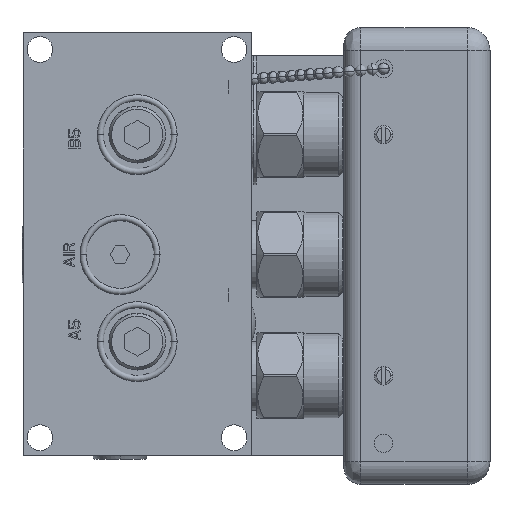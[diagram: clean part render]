
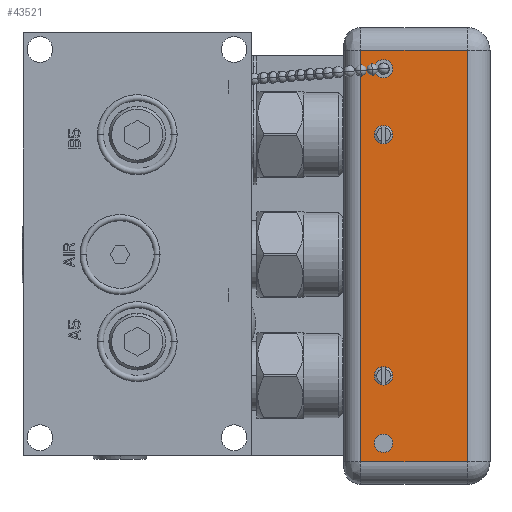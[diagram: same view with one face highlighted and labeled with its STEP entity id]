
A CAD part, front view. The second image highlights one B-rep face of the part: STEP entity #43521.
In plain terms, the highlighted face is planar.
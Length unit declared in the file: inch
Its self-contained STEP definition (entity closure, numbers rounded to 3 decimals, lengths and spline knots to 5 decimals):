
#42723=DIRECTION('',(0.,0.,-1.));
#42724=VECTOR('',#42723,4.5);
#42725=CARTESIAN_POINT('',(0.775,1.413,2.25));
#42726=LINE('',#42725,#42724);
#42727=DIRECTION('',(0.,0.,1.));
#42728=VECTOR('',#42727,4.5);
#42729=CARTESIAN_POINT('',(0.775,0.25,-2.25));
#42730=LINE('',#42729,#42728);
#42731=DIRECTION('',(0.,1.,0.));
#42732=VECTOR('',#42731,1.163);
#42733=CARTESIAN_POINT('',(0.775,0.25,2.25));
#42734=LINE('',#42733,#42732);
#42735=CARTESIAN_POINT('',(0.775,1.165,-1.328));
#42736=DIRECTION('',(1.,0.,0.));
#42737=DIRECTION('',(0.,-1.,0.));
#42738=AXIS2_PLACEMENT_3D('',#42735,#42736,#42737);
#42740=CARTESIAN_POINT('',(0.775,1.165,-1.328));
#42741=DIRECTION('',(1.,0.,0.));
#42742=DIRECTION('',(0.,1.,0.));
#42743=AXIS2_PLACEMENT_3D('',#42740,#42741,#42742);
#42745=CARTESIAN_POINT('',(0.775,1.165,1.312));
#42746=DIRECTION('',(1.,0.,0.));
#42747=DIRECTION('',(0.,-1.,0.));
#42748=AXIS2_PLACEMENT_3D('',#42745,#42746,#42747);
#42750=CARTESIAN_POINT('',(0.775,1.165,1.312));
#42751=DIRECTION('',(1.,0.,0.));
#42752=DIRECTION('',(0.,1.,0.));
#42753=AXIS2_PLACEMENT_3D('',#42750,#42751,#42752);
#42755=CARTESIAN_POINT('',(0.775,1.165,-2.05));
#42756=DIRECTION('',(-1.,0.,0.));
#42757=DIRECTION('',(0.,-1.,0.));
#42758=AXIS2_PLACEMENT_3D('',#42755,#42756,#42757);
#42760=CARTESIAN_POINT('',(0.775,1.165,-2.05));
#42761=DIRECTION('',(-1.,0.,0.));
#42762=DIRECTION('',(0.,1.,0.));
#42763=AXIS2_PLACEMENT_3D('',#42760,#42761,#42762);
#42765=CARTESIAN_POINT('',(0.775,1.165,2.05));
#42766=DIRECTION('',(-1.,0.,0.));
#42767=DIRECTION('',(0.,-1.,0.));
#42768=AXIS2_PLACEMENT_3D('',#42765,#42766,#42767);
#42770=CARTESIAN_POINT('',(0.775,1.165,2.05));
#42771=DIRECTION('',(-1.,0.,0.));
#42772=DIRECTION('',(0.,1.,0.));
#42773=AXIS2_PLACEMENT_3D('',#42770,#42771,#42772);
#42934=DIRECTION('',(0.,1.,0.));
#42935=VECTOR('',#42934,1.163);
#42936=CARTESIAN_POINT('',(0.775,0.25,-2.25));
#42937=LINE('',#42936,#42935);
#43189=CARTESIAN_POINT('',(0.775,0.25,-2.25));
#43191=VERTEX_POINT('',#43189);
#43196=CARTESIAN_POINT('',(0.775,0.25,2.25));
#43197=VERTEX_POINT('',#43196);
#43216=CARTESIAN_POINT('',(0.775,1.413,-2.25));
#43218=VERTEX_POINT('',#43216);
#43242=CARTESIAN_POINT('',(0.775,1.413,2.25));
#43243=VERTEX_POINT('',#43242);
#43244=CARTESIAN_POINT('',(0.775,1.0645,-1.328));
#43245=CARTESIAN_POINT('',(0.775,1.2655,-1.328));
#43246=VERTEX_POINT('',#43244);
#43247=VERTEX_POINT('',#43245);
#43252=CARTESIAN_POINT('',(0.775,1.065,-2.05));
#43253=CARTESIAN_POINT('',(0.775,1.265,-2.05));
#43254=VERTEX_POINT('',#43252);
#43255=VERTEX_POINT('',#43253);
#43260=CARTESIAN_POINT('',(0.775,1.0645,1.312));
#43261=CARTESIAN_POINT('',(0.775,1.2655,1.312));
#43262=VERTEX_POINT('',#43260);
#43263=VERTEX_POINT('',#43261);
#43316=CARTESIAN_POINT('',(0.775,1.065,2.05));
#43317=CARTESIAN_POINT('',(0.775,1.265,2.05));
#43318=VERTEX_POINT('',#43316);
#43319=VERTEX_POINT('',#43317);
#43485=CARTESIAN_POINT('',(0.775,0.,2.25));
#43486=DIRECTION('',(1.,0.,0.));
#43487=DIRECTION('',(0.,0.,-1.));
#43488=AXIS2_PLACEMENT_3D('',#43485,#43486,#43487);
#43489=PLANE('',#43488);
#43491=ORIENTED_EDGE('',*,*,#43490,.T.);
#43493=ORIENTED_EDGE('',*,*,#43492,.F.);
#43494=ORIENTED_EDGE('',*,*,#43348,.T.);
#43495=ORIENTED_EDGE('',*,*,#43375,.T.);
#43496=EDGE_LOOP('',(#43491,#43493,#43494,#43495));
#43497=FACE_OUTER_BOUND('',#43496,.F.);
#43499=ORIENTED_EDGE('',*,*,#43498,.T.);
#43501=ORIENTED_EDGE('',*,*,#43500,.T.);
#43502=EDGE_LOOP('',(#43499,#43501));
#43503=FACE_BOUND('',#43502,.F.);
#43504=ORIENTED_EDGE('',*,*,#43475,.T.);
#43506=ORIENTED_EDGE('',*,*,#43505,.T.);
#43507=EDGE_LOOP('',(#43504,#43506));
#43508=FACE_BOUND('',#43507,.F.);
#43510=ORIENTED_EDGE('',*,*,#43509,.F.);
#43512=ORIENTED_EDGE('',*,*,#43511,.F.);
#43513=EDGE_LOOP('',(#43510,#43512));
#43514=FACE_BOUND('',#43513,.F.);
#43516=ORIENTED_EDGE('',*,*,#43515,.F.);
#43518=ORIENTED_EDGE('',*,*,#43517,.F.);
#43519=EDGE_LOOP('',(#43516,#43518));
#43520=FACE_BOUND('',#43519,.F.);
#42739=CIRCLE('',#42738,0.1005);
#42744=CIRCLE('',#42743,0.1005);
#42749=CIRCLE('',#42748,0.1005);
#42754=CIRCLE('',#42753,0.1005);
#42759=CIRCLE('',#42758,0.1);
#42764=CIRCLE('',#42763,0.1);
#42769=CIRCLE('',#42768,0.1);
#42774=CIRCLE('',#42773,0.1);
#43348=EDGE_CURVE('',#43191,#43197,#42730,.T.);
#43375=EDGE_CURVE('',#43197,#43243,#42734,.T.);
#43475=EDGE_CURVE('',#43262,#43263,#42749,.T.);
#43490=EDGE_CURVE('',#43243,#43218,#42726,.T.);
#43492=EDGE_CURVE('',#43191,#43218,#42937,.T.);
#43498=EDGE_CURVE('',#43246,#43247,#42739,.T.);
#43500=EDGE_CURVE('',#43247,#43246,#42744,.T.);
#43505=EDGE_CURVE('',#43263,#43262,#42754,.T.);
#43509=EDGE_CURVE('',#43254,#43255,#42759,.T.);
#43511=EDGE_CURVE('',#43255,#43254,#42764,.T.);
#43515=EDGE_CURVE('',#43318,#43319,#42769,.T.);
#43517=EDGE_CURVE('',#43319,#43318,#42774,.T.);
#43521=ADVANCED_FACE('',(#43497,#43503,#43508,#43514,#43520),#43489,.T.);
